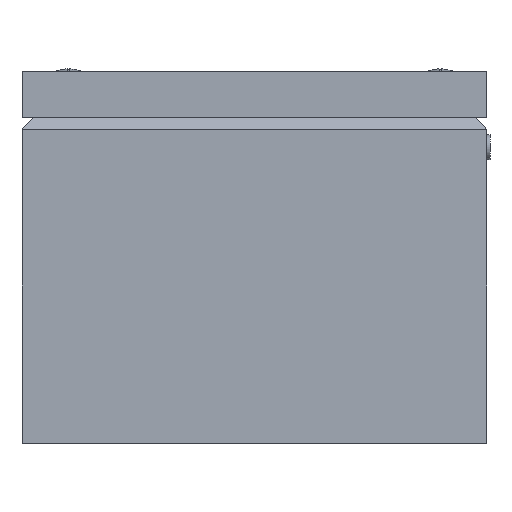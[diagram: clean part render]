
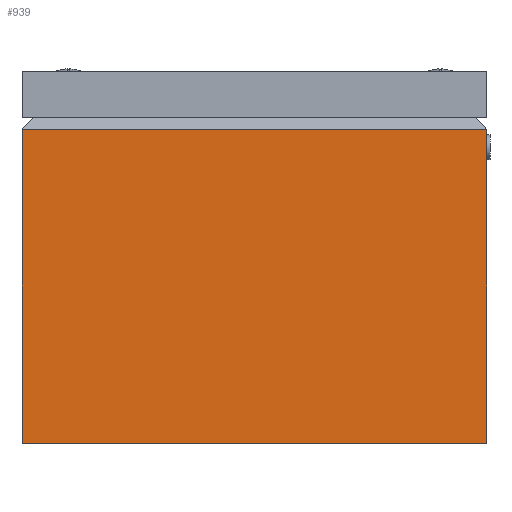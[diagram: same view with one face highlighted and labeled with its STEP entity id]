
A CAD part, left-side view. The second image highlights one B-rep face of the part: STEP entity #939.
In plain terms, the highlighted planar face has unit normal (-1, 0, 0).
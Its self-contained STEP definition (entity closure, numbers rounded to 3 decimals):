
#467 = DIRECTION ( 'NONE',  ( 0., 0., 1. ) ) ;
#939 = ADVANCED_FACE ( 'NONE', ( #10757 ), #2161, .T. ) ;
#1244 = VERTEX_POINT ( 'NONE', #16137 ) ;
#1518 = EDGE_LOOP ( 'NONE', ( #8631, #13225, #6579, #18951 ) ) ;
#2161 = PLANE ( 'NONE',  #5624 ) ;
#2911 = CARTESIAN_POINT ( 'NONE',  ( 0., 0., 0. ) ) ;
#3139 = CARTESIAN_POINT ( 'NONE',  ( 0., 150., 0. ) ) ;
#5624 = AXIS2_PLACEMENT_3D ( 'NONE', #9101, #15920, #467 ) ;
#5841 = VERTEX_POINT ( 'NONE', #7701 ) ;
#5844 = EDGE_CURVE ( 'NONE', #1244, #5841, #14684, .T. ) ;
#6579 = ORIENTED_EDGE ( 'NONE', *, *, #20883, .F. ) ;
#6634 = DIRECTION ( 'NONE',  ( 0., 0., 1. ) ) ;
#6771 = LINE ( 'NONE', #3139, #20416 ) ;
#6984 = CARTESIAN_POINT ( 'NONE',  ( 0., 150., 0. ) ) ;
#7303 = VERTEX_POINT ( 'NONE', #6984 ) ;
#7701 = CARTESIAN_POINT ( 'NONE',  ( 0., 150., 101.167 ) ) ;
#8303 = EDGE_CURVE ( 'NONE', #18195, #1244, #22060, .T. ) ;
#8631 = ORIENTED_EDGE ( 'NONE', *, *, #5844, .T. ) ;
#8702 = VECTOR ( 'NONE', #9796, 1000. ) ;
#9101 = CARTESIAN_POINT ( 'NONE',  ( 0., 0., 0. ) ) ;
#9699 = VECTOR ( 'NONE', #6634, 1000. ) ;
#9796 = DIRECTION ( 'NONE',  ( 0., 1., 0. ) ) ;
#10037 = DIRECTION ( 'NONE',  ( 0., 0., 1. ) ) ;
#10230 = CARTESIAN_POINT ( 'NONE',  ( 0., 0., 0. ) ) ;
#10757 = FACE_OUTER_BOUND ( 'NONE', #1518, .T. ) ;
#13225 = ORIENTED_EDGE ( 'NONE', *, *, #14696, .F. ) ;
#13369 = LINE ( 'NONE', #2911, #8702 ) ;
#14684 = LINE ( 'NONE', #17961, #16980 ) ;
#14696 = EDGE_CURVE ( 'NONE', #7303, #5841, #6771, .T. ) ;
#15920 = DIRECTION ( 'NONE',  ( -1., 0., 0. ) ) ;
#16137 = CARTESIAN_POINT ( 'NONE',  ( 0., 0., 101.167 ) ) ;
#16980 = VECTOR ( 'NONE', #19973, 1000. ) ;
#17961 = CARTESIAN_POINT ( 'NONE',  ( 0., 0., 101.167 ) ) ;
#18195 = VERTEX_POINT ( 'NONE', #20485 ) ;
#18951 = ORIENTED_EDGE ( 'NONE', *, *, #8303, .T. ) ;
#19973 = DIRECTION ( 'NONE',  ( 0., 1., 0. ) ) ;
#20416 = VECTOR ( 'NONE', #10037, 1000. ) ;
#20485 = CARTESIAN_POINT ( 'NONE',  ( 0., 0., 0. ) ) ;
#20883 = EDGE_CURVE ( 'NONE', #18195, #7303, #13369, .T. ) ;
#22060 = LINE ( 'NONE', #10230, #9699 ) ;
